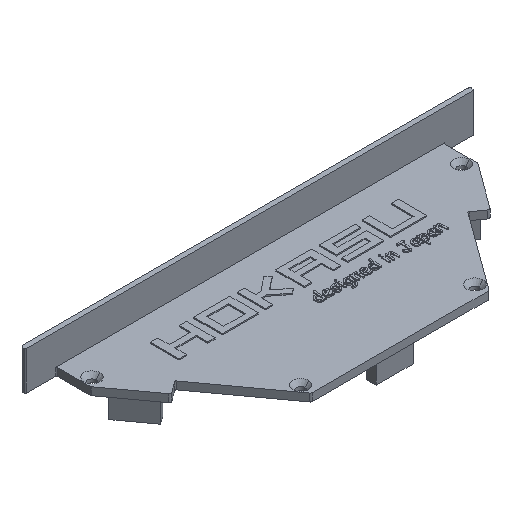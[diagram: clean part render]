
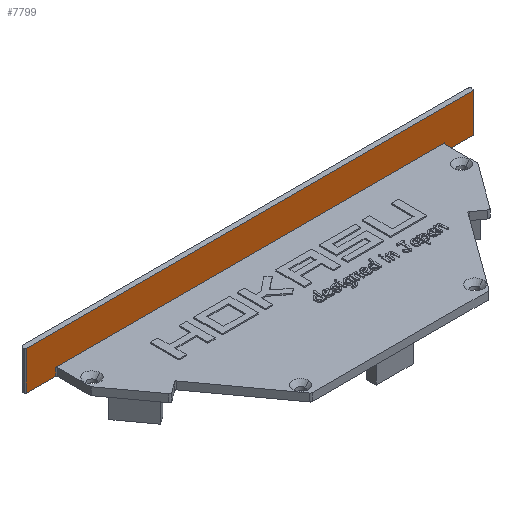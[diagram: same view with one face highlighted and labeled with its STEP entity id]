
A CAD part, isometric view. The second image highlights one B-rep face of the part: STEP entity #7799.
In plain terms, the highlighted planar face has unit normal (0, -1, 0).
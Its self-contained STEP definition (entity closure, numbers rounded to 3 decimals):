
#358 = DIRECTION ( 'NONE',  ( -1., 0., 0. ) ) ;
#619 = CARTESIAN_POINT ( 'NONE',  ( 274.029, 152.239, 0. ) ) ;
#1165 = CARTESIAN_POINT ( 'NONE',  ( 266.529, 152.239, 2. ) ) ;
#1285 = FACE_OUTER_BOUND ( 'NONE', #15673, .T. ) ;
#1310 = CARTESIAN_POINT ( 'NONE',  ( 166.029, 152.239, 0. ) ) ;
#1507 = CARTESIAN_POINT ( 'NONE',  ( 158.529, 152.239, 10. ) ) ;
#1748 = AXIS2_PLACEMENT_3D ( 'NONE', #13743, #15314, #358 ) ;
#1771 = LINE ( 'NONE', #8939, #5547 ) ;
#2025 = LINE ( 'NONE', #11056, #7919 ) ;
#2200 = EDGE_CURVE ( 'NONE', #3497, #12746, #7264, .T. ) ;
#2670 = CARTESIAN_POINT ( 'NONE',  ( 266.529, 152.239, 2. ) ) ;
#3134 = VECTOR ( 'NONE', #3475, 1000. ) ;
#3475 = DIRECTION ( 'NONE',  ( 0., 0., -1. ) ) ;
#3497 = VERTEX_POINT ( 'NONE', #14931 ) ;
#3635 = PLANE ( 'NONE',  #1748 ) ;
#3766 = VERTEX_POINT ( 'NONE', #619 ) ;
#3913 = EDGE_CURVE ( 'NONE', #5197, #5875, #20401, .T. ) ;
#4470 = VECTOR ( 'NONE', #17658, 1000. ) ;
#4757 = LINE ( 'NONE', #14833, #15250 ) ;
#5013 = LINE ( 'NONE', #7558, #4470 ) ;
#5015 = CARTESIAN_POINT ( 'NONE',  ( 266.529, 152.239, 0. ) ) ;
#5197 = VERTEX_POINT ( 'NONE', #16763 ) ;
#5547 = VECTOR ( 'NONE', #13977, 1000. ) ;
#5875 = VERTEX_POINT ( 'NONE', #1310 ) ;
#6105 = DIRECTION ( 'NONE',  ( 0., 0., -1. ) ) ;
#6676 = EDGE_CURVE ( 'NONE', #12746, #13151, #21901, .T. ) ;
#6898 = CARTESIAN_POINT ( 'NONE',  ( 158.529, 152.239, 2. ) ) ;
#7124 = LINE ( 'NONE', #6898, #3134 ) ;
#7264 = LINE ( 'NONE', #21015, #19344 ) ;
#7490 = EDGE_CURVE ( 'NONE', #10663, #21451, #5013, .T. ) ;
#7558 = CARTESIAN_POINT ( 'NONE',  ( 0., 152.239, 10. ) ) ;
#7666 = ORIENTED_EDGE ( 'NONE', *, *, #3913, .T. ) ;
#7799 = ADVANCED_FACE ( 'NONE', ( #1285 ), #3635, .F. ) ;
#7919 = VECTOR ( 'NONE', #6105, 1000. ) ;
#8701 = CARTESIAN_POINT ( 'NONE',  ( 274.029, 152.239, 10. ) ) ;
#8939 = CARTESIAN_POINT ( 'NONE',  ( 166.029, 152.239, 2. ) ) ;
#9155 = EDGE_CURVE ( 'NONE', #3497, #5875, #1771, .T. ) ;
#9449 = DIRECTION ( 'NONE',  ( 1., 0., 0. ) ) ;
#9922 = ORIENTED_EDGE ( 'NONE', *, *, #7490, .F. ) ;
#10006 = DIRECTION ( 'NONE',  ( 1., 0., 0. ) ) ;
#10397 = DIRECTION ( 'NONE',  ( 1., 0., 0. ) ) ;
#10610 = ORIENTED_EDGE ( 'NONE', *, *, #20144, .T. ) ;
#10663 = VERTEX_POINT ( 'NONE', #1507 ) ;
#10773 = ORIENTED_EDGE ( 'NONE', *, *, #9155, .F. ) ;
#11053 = ORIENTED_EDGE ( 'NONE', *, *, #20165, .T. ) ;
#11056 = CARTESIAN_POINT ( 'NONE',  ( 274.029, 152.239, 2. ) ) ;
#11368 = DIRECTION ( 'NONE',  ( 0., 0., -1. ) ) ;
#11381 = EDGE_CURVE ( 'NONE', #21451, #3766, #2025, .T. ) ;
#11752 = VECTOR ( 'NONE', #9449, 1000. ) ;
#12746 = VERTEX_POINT ( 'NONE', #1165 ) ;
#12966 = VECTOR ( 'NONE', #11368, 1000. ) ;
#13151 = VERTEX_POINT ( 'NONE', #5015 ) ;
#13743 = CARTESIAN_POINT ( 'NONE',  ( 0., 152.239, 2. ) ) ;
#13977 = DIRECTION ( 'NONE',  ( 0., 0., -1. ) ) ;
#14584 = ORIENTED_EDGE ( 'NONE', *, *, #2200, .T. ) ;
#14833 = CARTESIAN_POINT ( 'NONE',  ( 0., 152.239, 0. ) ) ;
#14931 = CARTESIAN_POINT ( 'NONE',  ( 166.029, 152.239, 2. ) ) ;
#15250 = VECTOR ( 'NONE', #10006, 1000. ) ;
#15314 = DIRECTION ( 'NONE',  ( 0., 1., 0. ) ) ;
#15673 = EDGE_LOOP ( 'NONE', ( #7666, #10773, #14584, #20953, #10610, #18622, #9922, #11053 ) ) ;
#16763 = CARTESIAN_POINT ( 'NONE',  ( 158.529, 152.239, 0. ) ) ;
#17658 = DIRECTION ( 'NONE',  ( 1., 0., 0. ) ) ;
#18622 = ORIENTED_EDGE ( 'NONE', *, *, #11381, .F. ) ;
#19344 = VECTOR ( 'NONE', #10397, 1000. ) ;
#20144 = EDGE_CURVE ( 'NONE', #13151, #3766, #4757, .T. ) ;
#20165 = EDGE_CURVE ( 'NONE', #10663, #5197, #7124, .T. ) ;
#20401 = LINE ( 'NONE', #21036, #11752 ) ;
#20953 = ORIENTED_EDGE ( 'NONE', *, *, #6676, .T. ) ;
#21015 = CARTESIAN_POINT ( 'NONE',  ( 0., 152.239, 2. ) ) ;
#21036 = CARTESIAN_POINT ( 'NONE',  ( 0., 152.239, 0. ) ) ;
#21451 = VERTEX_POINT ( 'NONE', #8701 ) ;
#21901 = LINE ( 'NONE', #2670, #12966 ) ;
